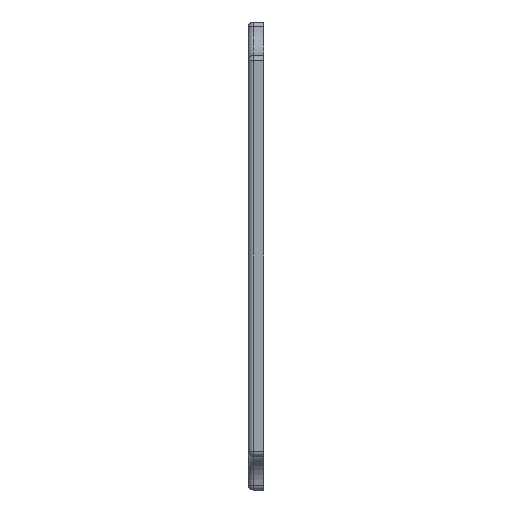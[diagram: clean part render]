
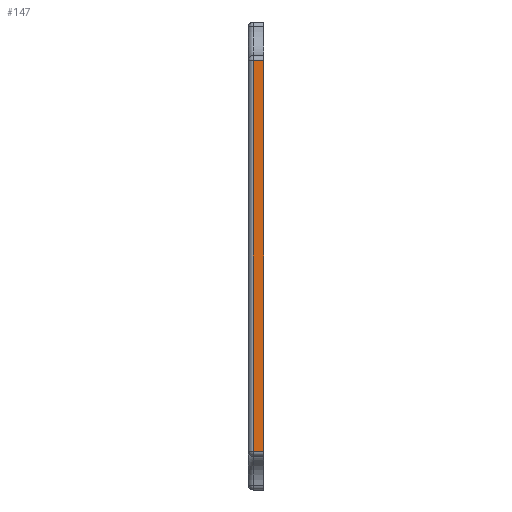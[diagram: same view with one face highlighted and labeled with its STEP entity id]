
A CAD part, left-side view. The second image highlights one B-rep face of the part: STEP entity #147.
In plain terms, the highlighted planar face has unit normal (-1, 0, 0).
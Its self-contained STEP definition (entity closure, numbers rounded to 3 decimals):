
#97 = CARTESIAN_POINT ( 'NONE',  ( -128.64, 2., -37.181 ) ) ;
#147 = ADVANCED_FACE ( 'NONE', ( #1657 ), #2475, .F. ) ;
#308 = ORIENTED_EDGE ( 'NONE', *, *, #1843, .F. ) ;
#469 = VECTOR ( 'NONE', #3073, 1000. ) ;
#474 = CARTESIAN_POINT ( 'NONE',  ( -128.64, 0., -37.181 ) ) ;
#540 = EDGE_CURVE ( 'NONE', #2285, #1984, #2518, .T. ) ;
#754 = CARTESIAN_POINT ( 'NONE',  ( -128.64, 3., 37.542 ) ) ;
#765 = CARTESIAN_POINT ( 'NONE',  ( -128.64, 2., 37.542 ) ) ;
#834 = LINE ( 'NONE', #2981, #3137 ) ;
#1045 = DIRECTION ( 'NONE',  ( 0., 1., 0. ) ) ;
#1188 = VECTOR ( 'NONE', #1045, 1000. ) ;
#1268 = CARTESIAN_POINT ( 'NONE',  ( -128.64, 2., -37.181 ) ) ;
#1360 = EDGE_LOOP ( 'NONE', ( #3343, #2835, #3234, #308 ) ) ;
#1423 = CARTESIAN_POINT ( 'NONE',  ( -128.64, 0., 0. ) ) ;
#1571 = DIRECTION ( 'NONE',  ( 0., 0., -1. ) ) ;
#1585 = VERTEX_POINT ( 'NONE', #2990 ) ;
#1614 = EDGE_CURVE ( 'NONE', #3157, #2285, #3237, .T. ) ;
#1657 = FACE_OUTER_BOUND ( 'NONE', #1360, .T. ) ;
#1763 = EDGE_CURVE ( 'NONE', #1585, #3157, #2075, .T. ) ;
#1843 = EDGE_CURVE ( 'NONE', #1585, #1984, #834, .T. ) ;
#1984 = VERTEX_POINT ( 'NONE', #3329 ) ;
#2075 = LINE ( 'NONE', #754, #1188 ) ;
#2164 = VECTOR ( 'NONE', #3004, 1000. ) ;
#2285 = VERTEX_POINT ( 'NONE', #1268 ) ;
#2475 = PLANE ( 'NONE',  #3095 ) ;
#2518 = LINE ( 'NONE', #474, #469 ) ;
#2835 = ORIENTED_EDGE ( 'NONE', *, *, #1614, .T. ) ;
#2972 = DIRECTION ( 'NONE',  ( 1., 0., 0. ) ) ;
#2981 = CARTESIAN_POINT ( 'NONE',  ( -128.64, 0., 0. ) ) ;
#2989 = DIRECTION ( 'NONE',  ( 0., 0., -1. ) ) ;
#2990 = CARTESIAN_POINT ( 'NONE',  ( -128.64, 0., 37.542 ) ) ;
#3004 = DIRECTION ( 'NONE',  ( 0., 0., -1. ) ) ;
#3073 = DIRECTION ( 'NONE',  ( 0., -1., 0. ) ) ;
#3095 = AXIS2_PLACEMENT_3D ( 'NONE', #1423, #2972, #2989 ) ;
#3137 = VECTOR ( 'NONE', #1571, 1000. ) ;
#3157 = VERTEX_POINT ( 'NONE', #765 ) ;
#3234 = ORIENTED_EDGE ( 'NONE', *, *, #540, .T. ) ;
#3237 = LINE ( 'NONE', #97, #2164 ) ;
#3329 = CARTESIAN_POINT ( 'NONE',  ( -128.64, 0., -37.181 ) ) ;
#3343 = ORIENTED_EDGE ( 'NONE', *, *, #1763, .T. ) ;
